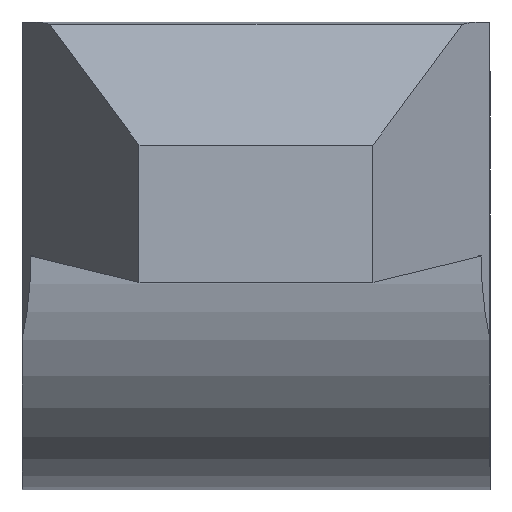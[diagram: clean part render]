
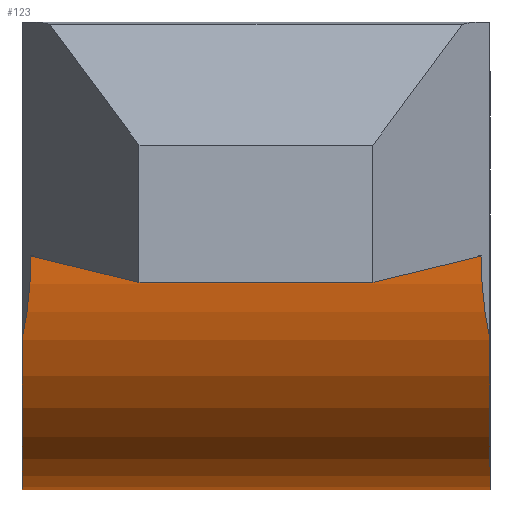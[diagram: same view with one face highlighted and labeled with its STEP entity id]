
A CAD part, left-side view. The second image highlights one B-rep face of the part: STEP entity #123.
In plain terms, the highlighted cylindrical face has radius 25 mm (diameter 50 mm), a partial arc.
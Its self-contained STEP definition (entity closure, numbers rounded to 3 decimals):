
#119=VERTEX_POINT('',#321);
#123=ADVANCED_FACE('',(#326),#327,.T.);
#133=EDGE_CURVE('',#233,#149,#337,.T.);
#141=EDGE_CURVE('',#165,#119,#346,.T.);
#149=VERTEX_POINT('',#356);
#153=EDGE_CURVE('',#215,#165,#360,.T.);
#165=VERTEX_POINT('',#372);
#173=VERTEX_POINT('',#381);
#211=EDGE_CURVE('',#233,#215,#424,.T.);
#215=VERTEX_POINT('',#428);
#233=VERTEX_POINT('',#448);
#235=EDGE_CURVE('',#173,#149,#450,.T.);
#287=EDGE_CURVE('',#119,#173,#507,.T.);
#321=CARTESIAN_POINT('',(45.0,-25.0,-22.189));
#326=FACE_OUTER_BOUND('',#539,.T.);
#327=CYLINDRICAL_SURFACE('',#540,25.0);
#337=LINE('',#555,#556);
#346=LINE('',#570,#571);
#356=CARTESIAN_POINT('',(20.0,-24.047,2.811));
#360=CIRCLE('',#590,25.0);
#372=CARTESIAN_POINT('',(45.0,25.0,-22.189));
#381=CARTESIAN_POINT('',(21.651,-25.0,-6.123));
#424=ELLIPSE('',#676,28.868,25.0);
#428=CARTESIAN_POINT('',(21.651,25.0,-6.123));
#448=CARTESIAN_POINT('',(20.0,24.047,2.811));
#450=ELLIPSE('',#709,28.868,25.0);
#507=CIRCLE('',#854,25.0);
#539=EDGE_LOOP('',(#887,#888,#889,#890,#891,#892));
#540=AXIS2_PLACEMENT_3D('',#893,#894,#895);
#555=CARTESIAN_POINT('',(20.0,0.,2.811));
#556=VECTOR('',#898,1.0);
#570=CARTESIAN_POINT('',(45.0,0.,-22.189));
#571=VECTOR('',#909,1.0);
#590=AXIS2_PLACEMENT_3D('',#926,#927,#928);
#676=AXIS2_PLACEMENT_3D('',#993,#994,#995);
#709=AXIS2_PLACEMENT_3D('',#1021,#1022,#1023);
#854=AXIS2_PLACEMENT_3D('',#1086,#1087,#1088);
#887=ORIENTED_EDGE('',*,*,#235,.T.);
#888=ORIENTED_EDGE('',*,*,#133,.F.);
#889=ORIENTED_EDGE('',*,*,#211,.T.);
#890=ORIENTED_EDGE('',*,*,#153,.T.);
#891=ORIENTED_EDGE('',*,*,#141,.T.);
#892=ORIENTED_EDGE('',*,*,#287,.T.);
#893=CARTESIAN_POINT('',(45.0,0.,2.811));
#894=DIRECTION('',(-0.0,1.0,0.));
#895=DIRECTION('',(-1.0,0.0,0.0));
#898=DIRECTION('',(0.0,-1.0,0.));
#909=DIRECTION('',(0.0,-1.0,0.));
#926=CARTESIAN_POINT('',(45.0,25.0,2.811));
#927=DIRECTION('',(0.0,-1.0,0.));
#928=DIRECTION('',(-1.0,0.0,0.0));
#993=CARTESIAN_POINT('',(45.0,38.481,2.811));
#994=DIRECTION('',(0.5,-0.866,0.));
#995=DIRECTION('',(-0.866,-0.5,0.));
#1021=CARTESIAN_POINT('',(45.0,-38.481,2.811));
#1022=DIRECTION('',(0.5,0.866,0.));
#1023=DIRECTION('',(-0.866,0.5,0.));
#1086=CARTESIAN_POINT('',(45.0,-25.0,2.811));
#1087=DIRECTION('',(0.0,1.0,0.));
#1088=DIRECTION('',(-1.0,0.0,0.0));
